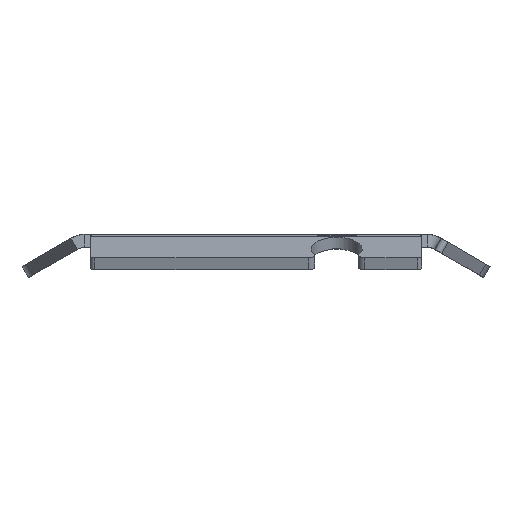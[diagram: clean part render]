
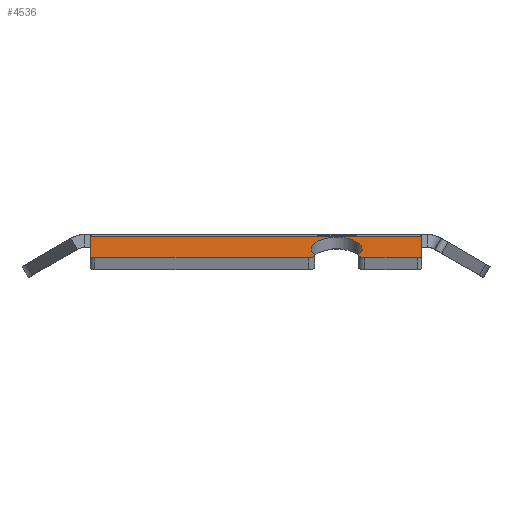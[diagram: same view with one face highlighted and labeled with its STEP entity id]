
A CAD part, front view. The second image highlights one B-rep face of the part: STEP entity #4536.
In plain terms, the highlighted planar face has unit normal (0, -0.342, 0.94).
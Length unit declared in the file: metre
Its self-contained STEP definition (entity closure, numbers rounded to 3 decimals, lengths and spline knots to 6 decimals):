
#196=ELLIPSE('',#4950,0.0254,0.01905);
#640=LINE('',#8902,#1018);
#644=LINE('',#8911,#1022);
#648=LINE('',#8923,#1026);
#654=LINE('',#8968,#1032);
#655=LINE('',#8973,#1033);
#1018=VECTOR('',#6087,1.);
#1022=VECTOR('',#6093,1.);
#1026=VECTOR('',#6105,1.);
#1032=VECTOR('',#6129,1.);
#1033=VECTOR('',#6138,1.);
#2311=ORIENTED_EDGE('',*,*,#3016,.F.);
#2312=ORIENTED_EDGE('',*,*,#3018,.F.);
#2313=ORIENTED_EDGE('',*,*,#2994,.T.);
#2314=ORIENTED_EDGE('',*,*,#3019,.T.);
#2315=ORIENTED_EDGE('',*,*,#2998,.F.);
#2316=ORIENTED_EDGE('',*,*,#3001,.T.);
#2317=ORIENTED_EDGE('',*,*,#3004,.F.);
#2318=ORIENTED_EDGE('',*,*,#3007,.F.);
#2319=ORIENTED_EDGE('',*,*,#3010,.T.);
#2320=ORIENTED_EDGE('',*,*,#3013,.F.);
#2994=EDGE_CURVE('',#3418,#3420,#640,.T.);
#2998=EDGE_CURVE('',#3424,#3422,#644,.T.);
#3001=EDGE_CURVE('',#3424,#3426,#3632,.T.);
#3004=EDGE_CURVE('',#3428,#3426,#648,.F.);
#3007=EDGE_CURVE('',#3430,#3428,#3634,.T.);
#3010=EDGE_CURVE('',#3430,#3432,#196,.T.);
#3013=EDGE_CURVE('',#3434,#3432,#3636,.T.);
#3016=EDGE_CURVE('',#3436,#3434,#654,.F.);
#3018=EDGE_CURVE('',#3418,#3436,#3638,.T.);
#3019=EDGE_CURVE('',#3420,#3422,#655,.F.);
#3418=VERTEX_POINT('',#8897);
#3420=VERTEX_POINT('',#8901);
#3422=VERTEX_POINT('',#8906);
#3424=VERTEX_POINT('',#8910);
#3426=VERTEX_POINT('',#8916);
#3428=VERTEX_POINT('',#8922);
#3430=VERTEX_POINT('',#8928);
#3432=VERTEX_POINT('',#8955);
#3434=VERTEX_POINT('',#8961);
#3436=VERTEX_POINT('',#8967);
#3632=CIRCLE('',#4944,0.003175);
#3634=CIRCLE('',#4948,0.004763);
#3636=CIRCLE('',#4953,0.004763);
#3638=CIRCLE('',#4957,0.003175);
#3919=EDGE_LOOP('',(#2311,#2312,#2313,#2314,#2315,#2316,#2317,#2318,#2319,
#2320));
#4211=FACE_BOUND('',#3919,.T.);
#4296=PLANE('',#4958);
#4536=ADVANCED_FACE('',(#4211),#4296,.F.);
#4944=AXIS2_PLACEMENT_3D('',#8917,#6099,#6100);
#4948=AXIS2_PLACEMENT_3D('',#8929,#6111,#6112);
#4950=AXIS2_PLACEMENT_3D('',#8956,#6116,#6117);
#4953=AXIS2_PLACEMENT_3D('',#8962,#6123,#6124);
#4957=AXIS2_PLACEMENT_3D('',#8971,#6134,#6135);
#4958=AXIS2_PLACEMENT_3D('',#8972,#6136,#6137);
#6087=DIRECTION('',(0.,0.94,0.342));
#6093=DIRECTION('',(0.,0.94,0.342));
#6099=DIRECTION('',(0.,-0.342,0.94));
#6100=DIRECTION('',(0.,-0.94,-0.342));
#6105=DIRECTION('',(1.,0.,0.));
#6111=DIRECTION('',(0.,0.342,-0.94));
#6112=DIRECTION('',(0.,0.94,0.342));
#6116=DIRECTION('',(0.,0.342,-0.94));
#6117=DIRECTION('',(0.,0.94,0.342));
#6123=DIRECTION('',(0.,0.342,-0.94));
#6124=DIRECTION('',(0.,0.94,0.342));
#6129=DIRECTION('',(1.,0.,0.));
#6134=DIRECTION('',(0.,0.342,-0.94));
#6135=DIRECTION('',(0.,0.94,0.342));
#6136=DIRECTION('',(0.,0.342,-0.94));
#6137=DIRECTION('',(0.,0.94,0.342));
#6138=DIRECTION('',(1.,0.,0.));
#8897=CARTESIAN_POINT('',(0.123825,-0.785156,0.031336));
#8901=CARTESIAN_POINT('',(0.123825,-0.743955,0.046332));
#8902=CARTESIAN_POINT('',(0.123825,-0.764272,0.038938));
#8906=CARTESIAN_POINT('',(-0.123825,-0.743955,0.046332));
#8910=CARTESIAN_POINT('',(-0.123825,-0.785156,0.031336));
#8911=CARTESIAN_POINT('',(-0.123825,-0.764272,0.038938));
#8916=CARTESIAN_POINT('',(-0.12065,-0.78814,0.03025));
#8917=CARTESIAN_POINT('',(-0.12065,-0.785156,0.031336));
#8922=CARTESIAN_POINT('',(0.039327,-0.78814,0.03025));
#8923=CARTESIAN_POINT('',(0.171452,-0.78814,0.03025));
#8928=CARTESIAN_POINT('',(0.043716,-0.781927,0.032512));
#8929=CARTESIAN_POINT('',(0.039327,-0.783664,0.031879));
#8955=CARTESIAN_POINT('',(0.076934,-0.781927,0.032512));
#8956=CARTESIAN_POINT('',(0.060325,-0.770239,0.036766));
#8961=CARTESIAN_POINT('',(0.081323,-0.78814,0.03025));
#8962=CARTESIAN_POINT('',(0.081323,-0.783664,0.031879));
#8967=CARTESIAN_POINT('',(0.12065,-0.78814,0.03025));
#8968=CARTESIAN_POINT('',(0.171452,-0.78814,0.03025));
#8971=CARTESIAN_POINT('',(0.12065,-0.785156,0.031336));
#8972=CARTESIAN_POINT('',(0.171452,-0.764272,0.038938));
#8973=CARTESIAN_POINT('',(0.171452,-0.743955,0.046332));
